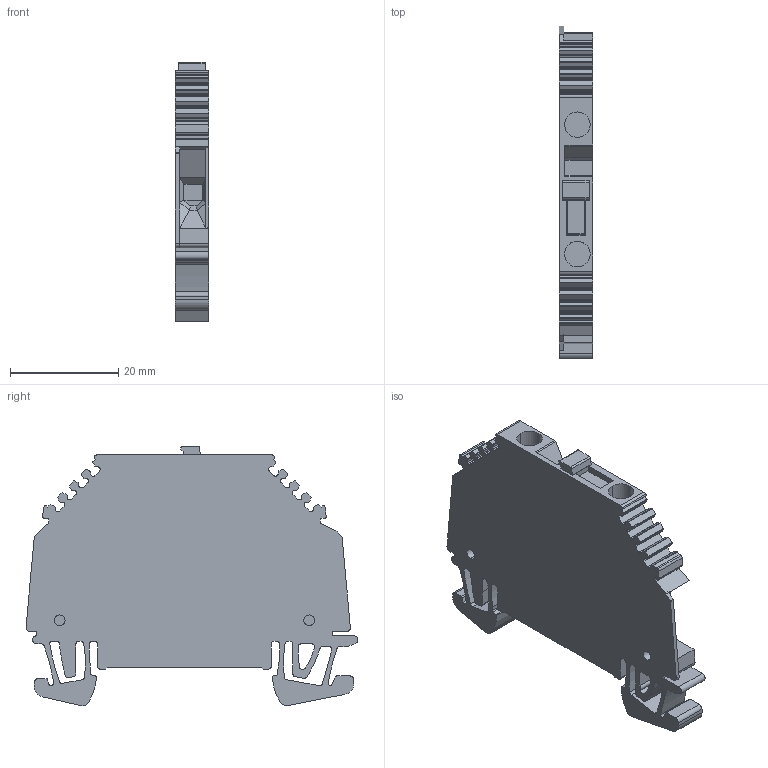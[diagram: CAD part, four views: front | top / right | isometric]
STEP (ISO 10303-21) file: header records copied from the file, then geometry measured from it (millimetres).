
FILE_DESCRIPTION(('CATIA V5R20 STEP214','CAx-IF Rec.Pracs.--- Model Styling and Organization---1.2---2011-12-15'),'2;1');
FILE_NAME ('5952307_3', '2016-04-21T09:24:43+00:00', ('Weidmueller Interface'), ('Weidmueller'), 'CATIA Version 5-6 Release 2014 SP4', 'CATIA V5 STEP AP214', 'none');
FILE_SCHEMA(('AUTOMOTIVE_DESIGN { 1 0 10303 214 1 1 1 1 }'));
Length unit declared in the file: millimetre
Products named in the file (1): 7910300000_WTR_4_STB_SL
Bounding box: 6.1 x 61.2 x 47.85 mm (x, y, z)
Volume: 10742.5 mm3; surface area: 7289.1 mm2
Topology: 3 solids, 3 shells, 441 faces, 1262 edges, 834 vertices
Faces by surface type: plane 242, cylinder 199
Entity records: 14289 total; most frequent: ORIENTED_EDGE 2524, CARTESIAN_POINT 2497, DIRECTION 2038, EDGE_CURVE 1262, VECTOR 856, LINE 856, VERTEX_POINT 834, AXIS2_PLACEMENT_3D 791
